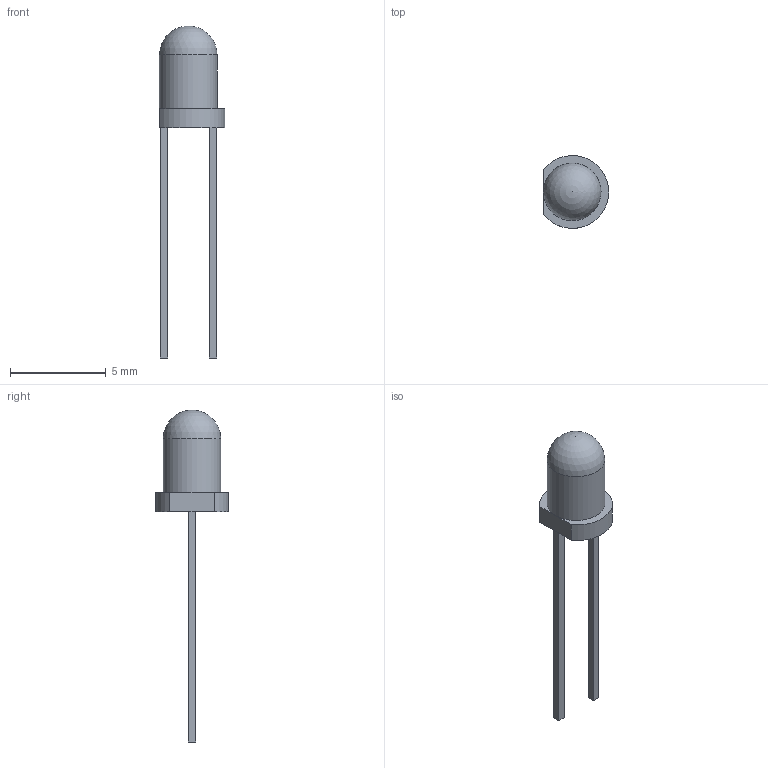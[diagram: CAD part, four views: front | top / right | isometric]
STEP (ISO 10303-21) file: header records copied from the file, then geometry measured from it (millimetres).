
FILE_DESCRIPTION(('FreeCAD Model'),'2;1');
FILE_NAME('Open CASCADE Shape Model','2021-01-12T01:13:42',(''),(''), 'Open CASCADE STEP processor 7.4','FreeCAD','Unknown');
FILE_SCHEMA(('AUTOMOTIVE_DESIGN { 1 0 10303 214 1 1 1 1 }'));
Length unit declared in the file: millimetre
Products named in the file (4): Unnamed1; Cube002; Common; Cube001
Assembly tree (3 placements, depth 2):
  Unnamed1
    Cube002
    Common
    Cube001
Bounding box: 3.39 x 3.79 x 17.3 mm (x, y, z)
Volume: 41.4 mm3; surface area: 105.7 mm2
Topology: 3 solids, 3 shells, 20 faces, 46 edges, 32 vertices
Faces by surface type: plane 17, cylinder 2, sphere 1
Entity records: 1300 total; most frequent: CARTESIAN_POINT 233, DIRECTION 190, LINE 125, VECTOR 125, ORIENTED_EDGE 92, PCURVE 92, DEFINITIONAL_REPRESENTATION 92, EDGE_CURVE 46
